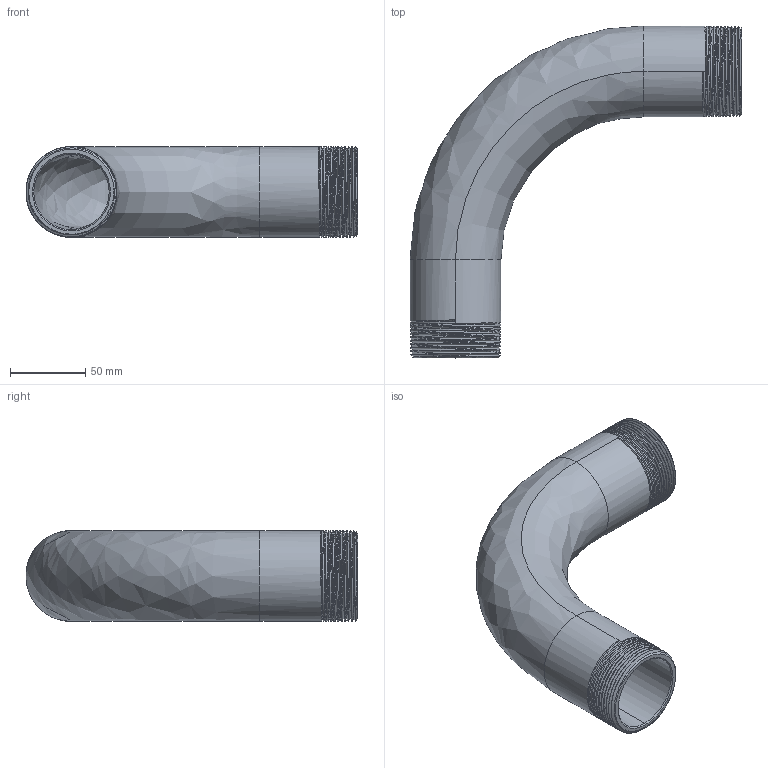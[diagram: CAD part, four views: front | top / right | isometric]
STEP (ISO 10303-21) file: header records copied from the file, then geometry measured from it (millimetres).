
FILE_DESCRIPTION (( 'STEP AP203' ), '1' );
FILE_NAME ('BEND 90¡ã 2.STEP', '2020-11-11T04:11:45', ( '' ), ( '' ), 'SwSTEP 2.0', 'SolidWorks 2015', '' );
FILE_SCHEMA (( 'CONFIG_CONTROL_DESIGN' ));
Length unit declared in the file: millimetre
Products named in the file (1): BEND 90∼  2
Bounding box: 220.15 x 220.15 x 60.3 mm (x, y, z)
Volume: 285233 mm3; surface area: 121437.8 mm2
Topology: 1 solids, 1 shells, 69 faces, 189 edges, 122 vertices
Faces by surface type: cylinder 45, cone 12, bspline 8, plane 4
Entity records: 13028 total; most frequent: CARTESIAN_POINT 11413, ORIENTED_EDGE 378, DIRECTION 233, EDGE_CURVE 189, VERTEX_POINT 122, B_SPLINE_CURVE_WITH_KNOTS 104, AXIS2_PLACEMENT_3D 86, EDGE_LOOP 71
